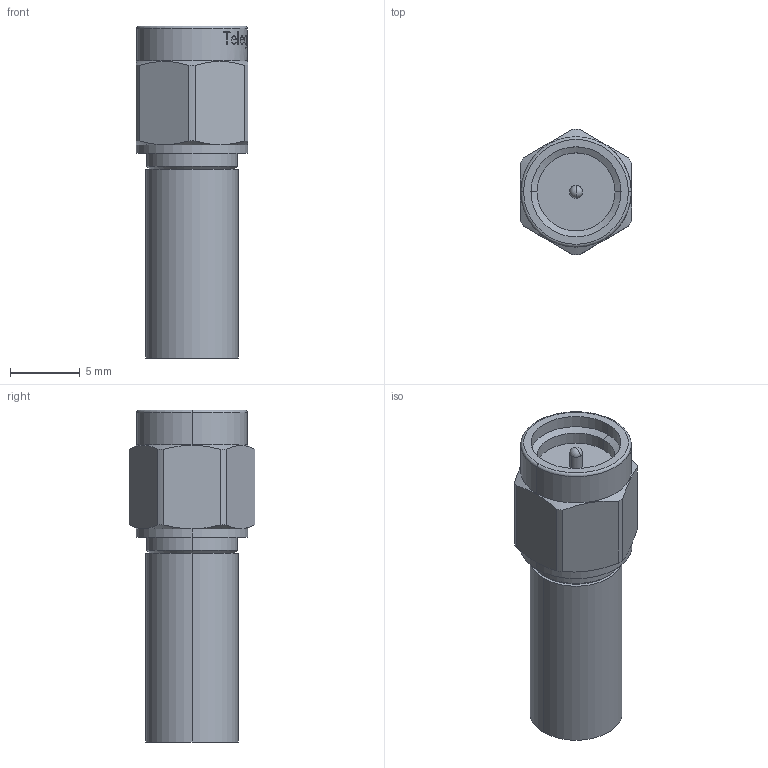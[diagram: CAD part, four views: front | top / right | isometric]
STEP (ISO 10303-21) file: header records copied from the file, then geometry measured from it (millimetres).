
FILE_DESCRIPTION (( 'STEP AP214' ), '1' );
FILE_NAME ('J01150A0039.STEP', '2018-11-12T15:21:48', ( '' ), ( '' ), 'SwSTEP 2.0', 'SolidWorks 2017', '' );
FILE_SCHEMA (( 'AUTOMOTIVE_DESIGN' ));
Length unit declared in the file: millimetre
Products named in the file (1): J01150A0039
Bounding box: 8 x 9 x 23.75 mm (x, y, z)
Volume: 740.8 mm3; surface area: 884.2 mm2
Topology: 1 solids, 1 shells, 413 faces, 1145 edges, 755 vertices
Faces by surface type: bspline 253, plane 94, cylinder 46, cone 16, sphere 2, torus 2
Entity records: 19126 total; most frequent: CARTESIAN_POINT 6346, ORIENTED_EDGE 2286, EDGE_CURVE 1143, B_SPLINE_CURVE_WITH_KNOTS 855, DIRECTION 758, VERTEX_POINT 755, EDGE_LOOP 436, FACE_OUTER_BOUND 413
